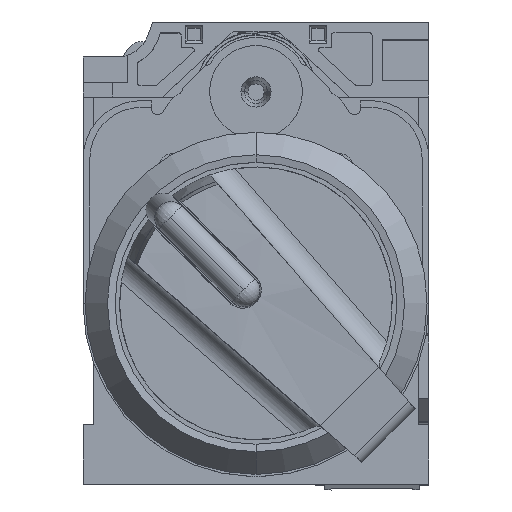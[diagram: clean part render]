
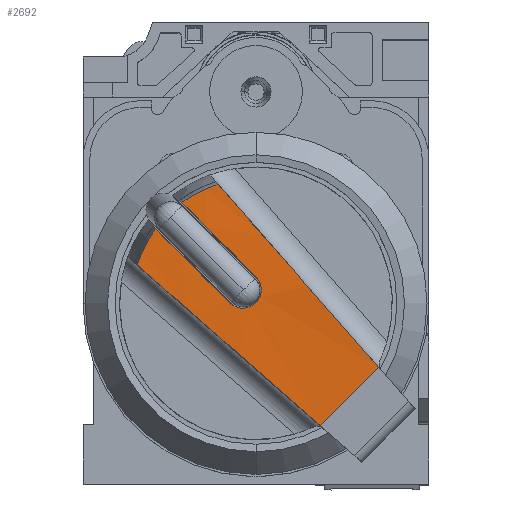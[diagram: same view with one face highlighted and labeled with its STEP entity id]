
A CAD part, top view. The second image highlights one B-rep face of the part: STEP entity #2692.
In plain terms, the highlighted cylindrical face has radius 88.5 mm (diameter 177 mm), a partial arc.
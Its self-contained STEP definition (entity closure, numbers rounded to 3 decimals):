
#2692=ADVANCED_FACE('',(#7503),#7504,.T.);
#2722=EDGE_CURVE('',#7551,#7548,#7552,.T.);
#2902=EDGE_CURVE('',#7797,#7798,#7799,.T.);
#2908=EDGE_CURVE('',#7805,#7797,#7806,.T.);
#2912=EDGE_CURVE('',#7805,#7551,#7810,.T.);
#2916=EDGE_CURVE('',#7548,#7812,#7815,.T.);
#2918=EDGE_CURVE('',#7817,#7798,#7818,.T.);
#2920=EDGE_CURVE('',#7812,#7820,#7821,.T.);
#2922=EDGE_CURVE('',#7823,#7820,#7824,.T.);
#2924=EDGE_CURVE('',#7817,#7823,#7826,.T.);
#7503=FACE_OUTER_BOUND('',#14633,.T.);
#7504=CYLINDRICAL_SURFACE('',#14634,88.5);
#7548=VERTEX_POINT('',#14702);
#7551=VERTEX_POINT('',#14707);
#7552=B_SPLINE_CURVE_WITH_KNOTS('',3,(#14708,#14709,#14710,#14711,#14712,#14713,#14714,#14715,#14716,#14717,#14718,#14719,#14720,#14721,#14722,#14723,#14724,#14725,#14726,#14727,#14728,#14729,#14730,#14731,#14732,#14733,#14734),.UNSPECIFIED.,.F.,.F.,(4,1,1,1,1,1,1,1,1,1,1,1,1,1,1,1,1,1,1,1,1,1,1,1,4),(0.0,0.042,0.083,0.125,0.167,0.208,0.25,0.292,0.333,0.375,0.417,0.458,0.5,0.542,0.583,0.625,0.667,0.708,0.75,0.792,0.833,0.875,0.917,0.958,1.0),.UNSPECIFIED.);
#7797=VERTEX_POINT('',#15314);
#7798=VERTEX_POINT('',#15315);
#7799=B_SPLINE_CURVE_WITH_KNOTS('',3,(#15316,#15317,#15318,#15319,#15320,#15321,#15322,#15323),.UNSPECIFIED.,.F.,.F.,(4,1,1,1,1,4),(0.0,0.2,0.4,0.6,0.8,1.0),.UNSPECIFIED.);
#7805=VERTEX_POINT('',#15341);
#7806=CIRCLE('',#15342,88.5);
#7810=B_SPLINE_CURVE_WITH_KNOTS('',3,(#15349,#15350,#15351,#15352,#15353,#15354,#15355,#15356,#15357,#15358,#15359,#15360,#15361,#15362,#15363,#15364,#15365,#15366,#15367,#15368,#15369,#15370,#15371,#15372,#15373,#15374,#15375),.UNSPECIFIED.,.F.,.F.,(4,1,1,1,1,1,1,1,1,1,1,1,1,1,1,1,1,1,1,1,1,1,1,1,4),(0.0,0.042,0.083,0.125,0.167,0.208,0.25,0.292,0.333,0.375,0.417,0.458,0.5,0.542,0.583,0.625,0.667,0.708,0.75,0.792,0.833,0.875,0.917,0.958,1.0),.UNSPECIFIED.);
#7812=VERTEX_POINT('',#15378);
#7815=CIRCLE('',#15387,88.5);
#7817=VERTEX_POINT('',#15390);
#7818=B_SPLINE_CURVE_WITH_KNOTS('',3,(#15391,#15392,#15393,#15394,#15395),.UNSPECIFIED.,.F.,.F.,(4,1,4),(0.0,0.5,1.0),.UNSPECIFIED.);
#7820=VERTEX_POINT('',#15398);
#7821=B_SPLINE_CURVE_WITH_KNOTS('',3,(#15399,#15400,#15401,#15402,#15403,#15404,#15405,#15406),.UNSPECIFIED.,.F.,.F.,(4,1,1,1,1,4),(0.0,0.2,0.4,0.6,0.8,1.0),.UNSPECIFIED.);
#7823=VERTEX_POINT('',#15409);
#7824=B_SPLINE_CURVE_WITH_KNOTS('',3,(#15410,#15411,#15412,#15413,#15414),.UNSPECIFIED.,.F.,.F.,(4,1,4),(0.0,0.5,1.0),.UNSPECIFIED.);
#7826=LINE('',#15417,#15418);
#14633=EDGE_LOOP('',(#22996,#22997,#22998,#22999,#23000,#23001,#23002,#23003,#23004));
#14634=AXIS2_PLACEMENT_3D('',#23005,#23006,#23007);
#14702=CARTESIAN_POINT('',(12.623,16.014,77.389));
#14707=CARTESIAN_POINT('',(14.886,16.014,77.403));
#14708=CARTESIAN_POINT('',(14.886,18.277,77.389));
#14709=CARTESIAN_POINT('',(14.935,18.228,77.39));
#14710=CARTESIAN_POINT('',(15.027,18.122,77.392));
#14711=CARTESIAN_POINT('',(15.144,17.948,77.395));
#14712=CARTESIAN_POINT('',(15.237,17.76,77.398));
#14713=CARTESIAN_POINT('',(15.304,17.561,77.399));
#14714=CARTESIAN_POINT('',(15.345,17.355,77.401));
#14715=CARTESIAN_POINT('',(15.359,17.146,77.402));
#14716=CARTESIAN_POINT('',(15.345,16.936,77.402));
#14717=CARTESIAN_POINT('',(15.304,16.73,77.403));
#14718=CARTESIAN_POINT('',(15.237,16.532,77.403));
#14719=CARTESIAN_POINT('',(15.144,16.343,77.403));
#14720=CARTESIAN_POINT('',(15.027,16.169,77.403));
#14721=CARTESIAN_POINT('',(14.889,16.011,77.403));
#14722=CARTESIAN_POINT('',(14.731,15.873,77.403));
#14723=CARTESIAN_POINT('',(14.557,15.756,77.403));
#14724=CARTESIAN_POINT('',(14.368,15.663,77.403));
#14725=CARTESIAN_POINT('',(14.17,15.596,77.403));
#14726=CARTESIAN_POINT('',(13.964,15.555,77.402));
#14727=CARTESIAN_POINT('',(13.754,15.541,77.402));
#14728=CARTESIAN_POINT('',(13.545,15.555,77.401));
#14729=CARTESIAN_POINT('',(13.339,15.596,77.399));
#14730=CARTESIAN_POINT('',(13.14,15.663,77.398));
#14731=CARTESIAN_POINT('',(12.952,15.756,77.395));
#14732=CARTESIAN_POINT('',(12.778,15.873,77.392));
#14733=CARTESIAN_POINT('',(12.672,15.965,77.39));
#14734=CARTESIAN_POINT('',(12.623,16.014,77.389));
#15314=CARTESIAN_POINT('',(8.512,24.651,76.764));
#15315=CARTESIAN_POINT('',(11.635,26.224,76.89));
#15316=CARTESIAN_POINT('',(8.512,24.651,76.764));
#15317=CARTESIAN_POINT('',(8.7,24.789,76.769));
#15318=CARTESIAN_POINT('',(9.086,25.052,76.779));
#15319=CARTESIAN_POINT('',(9.691,25.41,76.8));
#15320=CARTESIAN_POINT('',(10.318,25.725,76.825));
#15321=CARTESIAN_POINT('',(10.967,26.,76.855));
#15322=CARTESIAN_POINT('',(11.41,26.154,76.878));
#15323=CARTESIAN_POINT('',(11.635,26.224,76.89));
#15341=CARTESIAN_POINT('',(14.886,18.277,77.389));
#15342=AXIS2_PLACEMENT_3D('',#23220,#23221,#23222);
#15349=CARTESIAN_POINT('',(14.886,18.277,77.389));
#15350=CARTESIAN_POINT('',(14.935,18.228,77.39));
#15351=CARTESIAN_POINT('',(15.027,18.122,77.392));
#15352=CARTESIAN_POINT('',(15.144,17.948,77.395));
#15353=CARTESIAN_POINT('',(15.237,17.76,77.398));
#15354=CARTESIAN_POINT('',(15.304,17.561,77.399));
#15355=CARTESIAN_POINT('',(15.345,17.355,77.401));
#15356=CARTESIAN_POINT('',(15.359,17.146,77.402));
#15357=CARTESIAN_POINT('',(15.345,16.936,77.402));
#15358=CARTESIAN_POINT('',(15.304,16.73,77.403));
#15359=CARTESIAN_POINT('',(15.237,16.532,77.403));
#15360=CARTESIAN_POINT('',(15.144,16.343,77.403));
#15361=CARTESIAN_POINT('',(15.027,16.169,77.403));
#15362=CARTESIAN_POINT('',(14.889,16.011,77.403));
#15363=CARTESIAN_POINT('',(14.731,15.873,77.403));
#15364=CARTESIAN_POINT('',(14.557,15.756,77.403));
#15365=CARTESIAN_POINT('',(14.368,15.663,77.403));
#15366=CARTESIAN_POINT('',(14.17,15.596,77.403));
#15367=CARTESIAN_POINT('',(13.964,15.555,77.402));
#15368=CARTESIAN_POINT('',(13.754,15.541,77.402));
#15369=CARTESIAN_POINT('',(13.545,15.555,77.401));
#15370=CARTESIAN_POINT('',(13.339,15.596,77.399));
#15371=CARTESIAN_POINT('',(13.14,15.663,77.398));
#15372=CARTESIAN_POINT('',(12.952,15.756,77.395));
#15373=CARTESIAN_POINT('',(12.778,15.873,77.392));
#15374=CARTESIAN_POINT('',(12.672,15.965,77.39));
#15375=CARTESIAN_POINT('',(12.623,16.014,77.389));
#15378=CARTESIAN_POINT('',(6.249,22.388,76.764));
#15387=AXIS2_PLACEMENT_3D('',#23224,#23225,#23226);
#15390=CARTESIAN_POINT('',(25.49,10.436,76.66));
#15391=CARTESIAN_POINT('',(25.49,10.436,76.66));
#15392=CARTESIAN_POINT('',(23.184,13.064,77.115));
#15393=CARTESIAN_POINT('',(18.569,18.323,77.604));
#15394=CARTESIAN_POINT('',(13.947,23.589,77.268));
#15395=CARTESIAN_POINT('',(11.635,26.224,76.89));
#15398=CARTESIAN_POINT('',(4.676,19.265,76.89));
#15399=CARTESIAN_POINT('',(6.249,22.388,76.764));
#15400=CARTESIAN_POINT('',(6.111,22.2,76.769));
#15401=CARTESIAN_POINT('',(5.848,21.814,76.779));
#15402=CARTESIAN_POINT('',(5.49,21.209,76.8));
#15403=CARTESIAN_POINT('',(5.175,20.582,76.825));
#15404=CARTESIAN_POINT('',(4.9,19.933,76.855));
#15405=CARTESIAN_POINT('',(4.746,19.49,76.878));
#15406=CARTESIAN_POINT('',(4.676,19.265,76.89));
#15409=CARTESIAN_POINT('',(20.464,5.41,76.66));
#15410=CARTESIAN_POINT('',(20.464,5.41,76.66));
#15411=CARTESIAN_POINT('',(17.836,7.716,77.115));
#15412=CARTESIAN_POINT('',(12.577,12.331,77.604));
#15413=CARTESIAN_POINT('',(7.311,16.953,77.268));
#15414=CARTESIAN_POINT('',(4.676,19.265,76.89));
#15417=CARTESIAN_POINT('',(25.49,10.436,76.66));
#15418=VECTOR('',#23227,7.108);
#22996=ORIENTED_EDGE('',*,*,#2918,.T.);
#22997=ORIENTED_EDGE('',*,*,#2902,.F.);
#22998=ORIENTED_EDGE('',*,*,#2908,.F.);
#22999=ORIENTED_EDGE('',*,*,#2912,.T.);
#23000=ORIENTED_EDGE('',*,*,#2722,.T.);
#23001=ORIENTED_EDGE('',*,*,#2916,.T.);
#23002=ORIENTED_EDGE('',*,*,#2920,.T.);
#23003=ORIENTED_EDGE('',*,*,#2922,.F.);
#23004=ORIENTED_EDGE('',*,*,#2924,.F.);
#23005=CARTESIAN_POINT('',(14.886,16.014,-11.097));
#23006=DIRECTION('',(0.707,0.707,0.0));
#23007=DIRECTION('',(0.707,-0.707,0.0));
#23220=CARTESIAN_POINT('',(16.017,17.146,-11.097));
#23221=DIRECTION('',(-0.707,-0.707,0.0));
#23222=DIRECTION('',(-0.013,0.013,1.));
#23224=CARTESIAN_POINT('',(13.754,14.883,-11.097));
#23225=DIRECTION('',(-0.707,-0.707,0.0));
#23226=DIRECTION('',(-0.013,0.013,1.));
#23227=DIRECTION('',(-0.707,-0.707,0.0));
